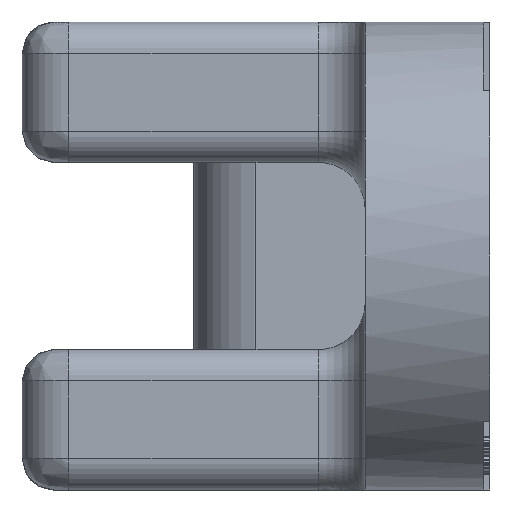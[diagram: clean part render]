
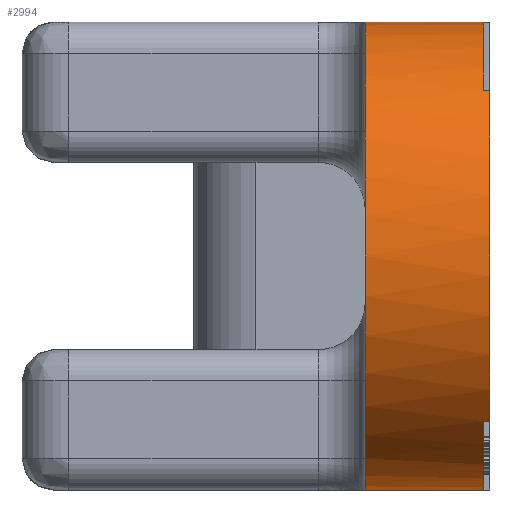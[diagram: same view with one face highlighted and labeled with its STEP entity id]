
A CAD part, left-side view. The second image highlights one B-rep face of the part: STEP entity #2994.
In plain terms, the highlighted cylindrical face has radius 7.5 mm (diameter 15 mm), a partial arc.
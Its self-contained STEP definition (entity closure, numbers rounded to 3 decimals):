
#52=DIRECTION('',(0.,1.,0.));
#53=VECTOR('',#52,3.8);
#54=CARTESIAN_POINT('',(0.,0.2,-7.5));
#55=LINE('',#54,#53);
#424=CARTESIAN_POINT('',(0.,0.2,0.));
#425=DIRECTION('',(0.,-1.,0.));
#426=DIRECTION('',(0.,0.,1.));
#427=AXIS2_PLACEMENT_3D('',#424,#425,#426);
#429=DIRECTION('',(0.,-1.,0.));
#430=VECTOR('',#429,0.2);
#431=CARTESIAN_POINT('',(-5.307,0.2,5.3));
#432=LINE('',#431,#430);
#433=DIRECTION('',(0.,-1.,0.));
#434=VECTOR('',#433,0.2);
#435=CARTESIAN_POINT('',(-5.307,0.2,-5.3));
#436=LINE('',#435,#434);
#437=CARTESIAN_POINT('',(0.,0.2,0.));
#438=DIRECTION('',(0.,-1.,0.));
#439=DIRECTION('',(-0.708,0.,-0.707));
#440=AXIS2_PLACEMENT_3D('',#437,#438,#439);
#492=CARTESIAN_POINT('',(0.,0.,0.));
#493=DIRECTION('',(0.,1.,0.));
#494=DIRECTION('',(-0.708,0.,-0.707));
#495=AXIS2_PLACEMENT_3D('',#492,#493,#494);
#571=CARTESIAN_POINT('',(0.,4.,0.));
#572=DIRECTION('',(0.,-1.,0.));
#573=DIRECTION('',(0.,0.,1.));
#574=AXIS2_PLACEMENT_3D('',#571,#572,#573);
#665=DIRECTION('',(0.,-1.,0.));
#666=VECTOR('',#665,3.8);
#667=CARTESIAN_POINT('',(0.,4.,7.5));
#668=LINE('',#667,#666);
#2067=CARTESIAN_POINT('',(0.,4.,7.5));
#2068=CARTESIAN_POINT('',(0.,4.,-7.5));
#2069=VERTEX_POINT('',#2067);
#2070=VERTEX_POINT('',#2068);
#2299=CARTESIAN_POINT('',(0.,0.2,-7.5));
#2301=VERTEX_POINT('',#2299);
#2305=CARTESIAN_POINT('',(0.,0.2,7.5));
#2307=VERTEX_POINT('',#2305);
#2313=CARTESIAN_POINT('',(-5.307,0.,-5.3));
#2314=VERTEX_POINT('',#2313);
#2315=CARTESIAN_POINT('',(-5.307,0.,5.3));
#2317=VERTEX_POINT('',#2315);
#2319=CARTESIAN_POINT('',(-5.307,0.2,5.3));
#2320=VERTEX_POINT('',#2319);
#2321=CARTESIAN_POINT('',(-5.307,0.2,-5.3));
#2322=VERTEX_POINT('',#2321);
#2974=CARTESIAN_POINT('',(0.,34.554,0.));
#2975=DIRECTION('',(0.,-1.,0.));
#2976=DIRECTION('',(0.,0.,1.));
#2977=AXIS2_PLACEMENT_3D('',#2974,#2975,#2976);
#2978=CYLINDRICAL_SURFACE('',#2977,7.5);
#2979=ORIENTED_EDGE('',*,*,#2885,.T.);
#2981=ORIENTED_EDGE('',*,*,#2980,.T.);
#2983=ORIENTED_EDGE('',*,*,#2982,.F.);
#2985=ORIENTED_EDGE('',*,*,#2984,.F.);
#2986=ORIENTED_EDGE('',*,*,#2727,.T.);
#2987=ORIENTED_EDGE('',*,*,#2716,.T.);
#2989=ORIENTED_EDGE('',*,*,#2988,.F.);
#2991=ORIENTED_EDGE('',*,*,#2990,.T.);
#2992=EDGE_LOOP('',(#2979,#2981,#2983,#2985,#2986,#2987,#2989,#2991));
#2993=FACE_OUTER_BOUND('',#2992,.F.);
#2994=ADVANCED_FACE('',(#2993),#2978,.T.);
#428=CIRCLE('',#427,7.5);
#441=CIRCLE('',#440,7.5);
#496=CIRCLE('',#495,7.5);
#575=CIRCLE('',#574,7.5);
#2716=EDGE_CURVE('',#2301,#2070,#55,.T.);
#2727=EDGE_CURVE('',#2322,#2301,#441,.T.);
#2885=EDGE_CURVE('',#2307,#2320,#428,.T.);
#2980=EDGE_CURVE('',#2320,#2317,#432,.T.);
#2982=EDGE_CURVE('',#2314,#2317,#496,.T.);
#2984=EDGE_CURVE('',#2322,#2314,#436,.T.);
#2988=EDGE_CURVE('',#2069,#2070,#575,.T.);
#2990=EDGE_CURVE('',#2069,#2307,#668,.T.);
